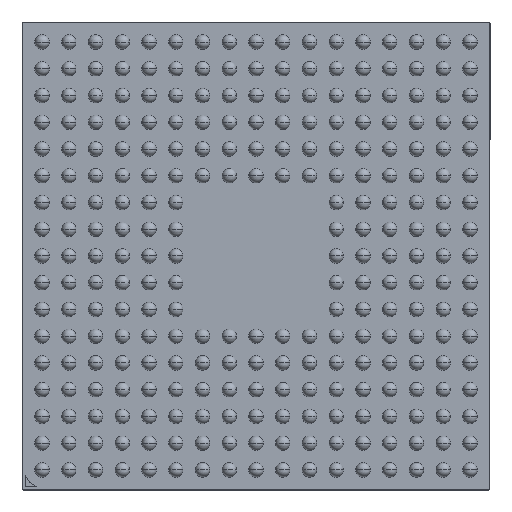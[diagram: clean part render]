
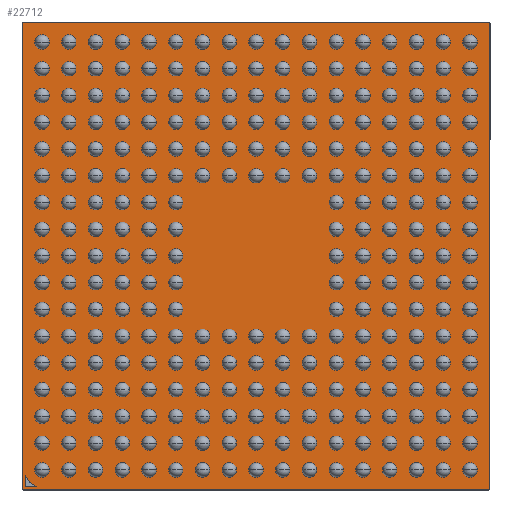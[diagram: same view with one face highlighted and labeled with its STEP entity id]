
A CAD part, front view. The second image highlights one B-rep face of the part: STEP entity #22712.
In plain terms, the highlighted planar face has unit normal (0, -1, 0).
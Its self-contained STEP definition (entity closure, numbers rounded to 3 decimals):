
#96 = EDGE_CURVE ( 'NONE', #13170, #6950, #23312, .T. ) ;
#744 = VERTEX_POINT ( 'NONE', #29531 ) ;
#812 = CARTESIAN_POINT ( 'NONE',  ( 0., 0.21, -6.98 ) ) ;
#1155 = AXIS2_PLACEMENT_3D ( 'NONE', #23439, #18567, #29227 ) ;
#1993 = DIRECTION ( 'NONE',  ( 0., 1., 0. ) ) ;
#2029 = CARTESIAN_POINT ( 'NONE',  ( 6.98, 0.21, 0. ) ) ;
#2074 = VECTOR ( 'NONE', #3691, 1000. ) ;
#2298 = VERTEX_POINT ( 'NONE', #6149 ) ;
#2402 = AXIS2_PLACEMENT_3D ( 'NONE', #23651, #31419, #15377 ) ;
#2785 = VERTEX_POINT ( 'NONE', #7723 ) ;
#3215 = VECTOR ( 'NONE', #24931, 1000. ) ;
#3691 = DIRECTION ( 'NONE',  ( -0.833, 0., 0.553 ) ) ;
#3951 = VERTEX_POINT ( 'NONE', #11070 ) ;
#4003 = EDGE_CURVE ( 'NONE', #2298, #27526, #6651, .T. ) ;
#4399 = VECTOR ( 'NONE', #13544, 1000. ) ;
#4622 = DIRECTION ( 'NONE',  ( 0., 0., -1. ) ) ;
#4961 = EDGE_CURVE ( 'NONE', #12458, #13170, #12230, .T. ) ;
#5287 = CARTESIAN_POINT ( 'NONE',  ( -6.96, 0.21, 6.96 ) ) ;
#6018 = EDGE_CURVE ( 'NONE', #30161, #2298, #27452, .T. ) ;
#6149 = CARTESIAN_POINT ( 'NONE',  ( -6.56, 0.21, -6.91 ) ) ;
#6651 = LINE ( 'NONE', #18812, #2074 ) ;
#6886 = VECTOR ( 'NONE', #4622, 1000. ) ;
#6950 = VERTEX_POINT ( 'NONE', #22731 ) ;
#7154 = DIRECTION ( 'NONE',  ( 0., 0., 1. ) ) ;
#7379 = LINE ( 'NONE', #812, #3215 ) ;
#7723 = CARTESIAN_POINT ( 'NONE',  ( -6.96, 0.21, 6.98 ) ) ;
#7855 = EDGE_CURVE ( 'NONE', #27526, #744, #9109, .T. ) ;
#9066 = CARTESIAN_POINT ( 'NONE',  ( 6.96, 0.21, -6.96 ) ) ;
#9109 = LINE ( 'NONE', #20787, #25232 ) ;
#9684 = CIRCLE ( 'NONE', #33449, 0.02 ) ;
#9922 = ORIENTED_EDGE ( 'NONE', *, *, #4961, .T. ) ;
#9968 = DIRECTION ( 'NONE',  ( 0., 0., 1. ) ) ;
#10315 = EDGE_CURVE ( 'NONE', #2785, #12458, #9684, .T. ) ;
#11070 = CARTESIAN_POINT ( 'NONE',  ( 6.98, 0.21, 6.96 ) ) ;
#11947 = DIRECTION ( 'NONE',  ( 0., -1., 0. ) ) ;
#12230 = LINE ( 'NONE', #21052, #4399 ) ;
#12458 = VERTEX_POINT ( 'NONE', #17492 ) ;
#12753 = DIRECTION ( 'NONE',  ( 1., 0., 0. ) ) ;
#13170 = VERTEX_POINT ( 'NONE', #26631 ) ;
#13544 = DIRECTION ( 'NONE',  ( 0., 0., -1. ) ) ;
#13745 = EDGE_CURVE ( 'NONE', #24001, #2785, #17260, .T. ) ;
#14279 = LINE ( 'NONE', #33595, #6886 ) ;
#14360 = EDGE_CURVE ( 'NONE', #3951, #24001, #20887, .T. ) ;
#15377 = DIRECTION ( 'NONE',  ( 0., 0., 1. ) ) ;
#15516 = ORIENTED_EDGE ( 'NONE', *, *, #18786, .T. ) ;
#15569 = DIRECTION ( 'NONE',  ( 0., 0., 1. ) ) ;
#15761 = CARTESIAN_POINT ( 'NONE',  ( 0., 0.21, 6.98 ) ) ;
#15846 = CARTESIAN_POINT ( 'NONE',  ( 6.98, 0.21, -6.96 ) ) ;
#16700 = DIRECTION ( 'NONE',  ( 0., 0., 1. ) ) ;
#16815 = LINE ( 'NONE', #2029, #34210 ) ;
#17195 = ORIENTED_EDGE ( 'NONE', *, *, #13745, .T. ) ;
#17260 = LINE ( 'NONE', #15761, #18915 ) ;
#17419 = ORIENTED_EDGE ( 'NONE', *, *, #4003, .F. ) ;
#17492 = CARTESIAN_POINT ( 'NONE',  ( -6.98, 0.21, 6.96 ) ) ;
#17815 = PLANE ( 'NONE',  #21958 ) ;
#18323 = VERTEX_POINT ( 'NONE', #15846 ) ;
#18567 = DIRECTION ( 'NONE',  ( 0., -1., 0. ) ) ;
#18786 = EDGE_CURVE ( 'NONE', #18323, #3951, #16815, .T. ) ;
#18812 = CARTESIAN_POINT ( 'NONE',  ( -6.77, 0.21, -6.77 ) ) ;
#18915 = VECTOR ( 'NONE', #23826, 1000. ) ;
#19995 = ORIENTED_EDGE ( 'NONE', *, *, #96, .T. ) ;
#20505 = CARTESIAN_POINT ( 'NONE',  ( 6.96, 0.21, 6.98 ) ) ;
#20787 = CARTESIAN_POINT ( 'NONE',  ( -6.91, 0.21, -6.56 ) ) ;
#20882 = EDGE_LOOP ( 'NONE', ( #15516, #28683, #17195, #26667, #9922, #19995, #29957, #34087 ) ) ;
#20887 = CIRCLE ( 'NONE', #1155, 0.02 ) ;
#21052 = CARTESIAN_POINT ( 'NONE',  ( -6.98, 0.21, 0. ) ) ;
#21944 = EDGE_LOOP ( 'NONE', ( #17419, #32118, #27054, #32267 ) ) ;
#21958 = AXIS2_PLACEMENT_3D ( 'NONE', #25816, #1993, #9968 ) ;
#22372 = EDGE_CURVE ( 'NONE', #744, #30161, #14279, .T. ) ;
#22712 = ADVANCED_FACE ( 'NONE', ( #32832, #24129 ), #17815, .F. ) ;
#22731 = CARTESIAN_POINT ( 'NONE',  ( -6.96, 0.21, -6.98 ) ) ;
#22960 = CARTESIAN_POINT ( 'NONE',  ( -6.91, 0.21, -6.91 ) ) ;
#23312 = CIRCLE ( 'NONE', #2402, 0.02 ) ;
#23439 = CARTESIAN_POINT ( 'NONE',  ( 6.96, 0.21, 6.96 ) ) ;
#23651 = CARTESIAN_POINT ( 'NONE',  ( -6.96, 0.21, -6.96 ) ) ;
#23746 = CARTESIAN_POINT ( 'NONE',  ( -6.91, 0.21, -6.91 ) ) ;
#23826 = DIRECTION ( 'NONE',  ( -1., 0., 0. ) ) ;
#24001 = VERTEX_POINT ( 'NONE', #20505 ) ;
#24129 = FACE_BOUND ( 'NONE', #21944, .T. ) ;
#24931 = DIRECTION ( 'NONE',  ( 1., 0., 0. ) ) ;
#25232 = VECTOR ( 'NONE', #33975, 1000. ) ;
#25796 = VECTOR ( 'NONE', #12753, 1000. ) ;
#25816 = CARTESIAN_POINT ( 'NONE',  ( 0., 0.21, 0. ) ) ;
#26186 = DIRECTION ( 'NONE',  ( 0., -1., 0. ) ) ;
#26631 = CARTESIAN_POINT ( 'NONE',  ( -6.98, 0.21, -6.96 ) ) ;
#26667 = ORIENTED_EDGE ( 'NONE', *, *, #10315, .T. ) ;
#27054 = ORIENTED_EDGE ( 'NONE', *, *, #22372, .F. ) ;
#27130 = CIRCLE ( 'NONE', #31335, 0.02 ) ;
#27452 = LINE ( 'NONE', #23746, #25796 ) ;
#27526 = VERTEX_POINT ( 'NONE', #30287 ) ;
#28312 = VERTEX_POINT ( 'NONE', #30178 ) ;
#28683 = ORIENTED_EDGE ( 'NONE', *, *, #14360, .T. ) ;
#29227 = DIRECTION ( 'NONE',  ( 0., 0., 1. ) ) ;
#29531 = CARTESIAN_POINT ( 'NONE',  ( -6.91, 0.21, -6.56 ) ) ;
#29957 = ORIENTED_EDGE ( 'NONE', *, *, #32101, .T. ) ;
#30161 = VERTEX_POINT ( 'NONE', #22960 ) ;
#30178 = CARTESIAN_POINT ( 'NONE',  ( 6.96, 0.21, -6.98 ) ) ;
#30287 = CARTESIAN_POINT ( 'NONE',  ( -6.77, 0.21, -6.77 ) ) ;
#31335 = AXIS2_PLACEMENT_3D ( 'NONE', #9066, #11947, #16700 ) ;
#31419 = DIRECTION ( 'NONE',  ( 0., -1., 0. ) ) ;
#32101 = EDGE_CURVE ( 'NONE', #6950, #28312, #7379, .T. ) ;
#32118 = ORIENTED_EDGE ( 'NONE', *, *, #6018, .F. ) ;
#32267 = ORIENTED_EDGE ( 'NONE', *, *, #7855, .F. ) ;
#32750 = EDGE_CURVE ( 'NONE', #28312, #18323, #27130, .T. ) ;
#32832 = FACE_OUTER_BOUND ( 'NONE', #20882, .T. ) ;
#33449 = AXIS2_PLACEMENT_3D ( 'NONE', #5287, #26186, #15569 ) ;
#33595 = CARTESIAN_POINT ( 'NONE',  ( -6.91, 0.21, -6.56 ) ) ;
#33975 = DIRECTION ( 'NONE',  ( -0.553, 0., 0.833 ) ) ;
#34087 = ORIENTED_EDGE ( 'NONE', *, *, #32750, .T. ) ;
#34210 = VECTOR ( 'NONE', #7154, 1000. ) ;
